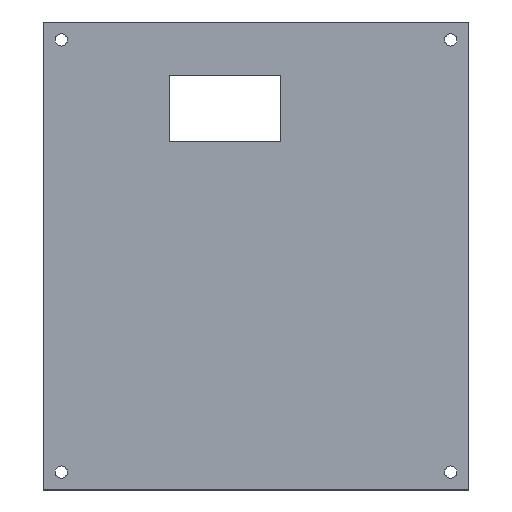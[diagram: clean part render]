
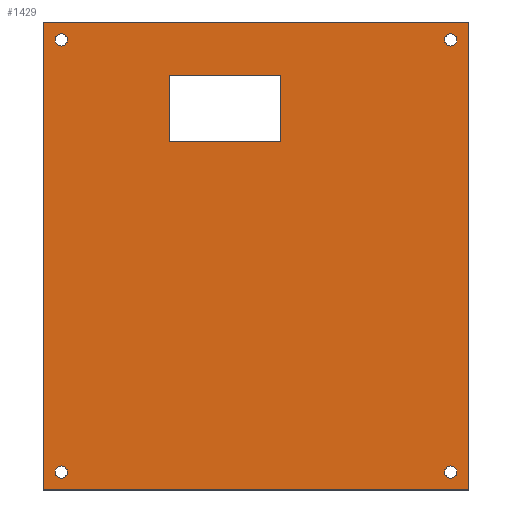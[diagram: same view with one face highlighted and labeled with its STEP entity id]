
A CAD part, top view. The second image highlights one B-rep face of the part: STEP entity #1429.
In plain terms, the highlighted planar face has unit normal (0, 0, 1).
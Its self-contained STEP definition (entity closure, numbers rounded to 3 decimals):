
#67=CIRCLE('',#1534,1.7);
#68=CIRCLE('',#1536,1.7);
#69=CIRCLE('',#1538,1.7);
#70=CIRCLE('',#1540,1.7);
#134=FACE_BOUND('',#245,.T.);
#135=FACE_BOUND('',#246,.T.);
#136=FACE_BOUND('',#247,.T.);
#137=FACE_BOUND('',#248,.T.);
#138=FACE_BOUND('',#249,.T.);
#152=FACE_OUTER_BOUND('',#244,.T.);
#244=EDGE_LOOP('',(#1010,#1011,#1012,#1013));
#245=EDGE_LOOP('',(#1014));
#246=EDGE_LOOP('',(#1015));
#247=EDGE_LOOP('',(#1016));
#248=EDGE_LOOP('',(#1017));
#249=EDGE_LOOP('',(#1018,#1019,#1020,#1021));
#331=LINE('',#2154,#472);
#333=LINE('',#2158,#474);
#335=LINE('',#2162,#476);
#337=LINE('',#2165,#478);
#343=LINE('',#2186,#484);
#345=LINE('',#2190,#486);
#347=LINE('',#2194,#488);
#349=LINE('',#2197,#490);
#472=VECTOR('',#1700,10.);
#474=VECTOR('',#1704,10.);
#476=VECTOR('',#1708,10.);
#478=VECTOR('',#1712,10.);
#484=VECTOR('',#1736,10.);
#486=VECTOR('',#1740,10.);
#488=VECTOR('',#1744,10.);
#490=VECTOR('',#1748,10.);
#617=VERTEX_POINT('',#2151);
#618=VERTEX_POINT('',#2153);
#619=VERTEX_POINT('',#2157);
#620=VERTEX_POINT('',#2161);
#621=VERTEX_POINT('',#2167);
#622=VERTEX_POINT('',#2171);
#623=VERTEX_POINT('',#2175);
#624=VERTEX_POINT('',#2179);
#625=VERTEX_POINT('',#2183);
#626=VERTEX_POINT('',#2185);
#627=VERTEX_POINT('',#2189);
#628=VERTEX_POINT('',#2193);
#756=EDGE_CURVE('',#618,#617,#331,.T.);
#758=EDGE_CURVE('',#619,#618,#333,.T.);
#760=EDGE_CURVE('',#620,#619,#335,.T.);
#762=EDGE_CURVE('',#617,#620,#337,.T.);
#763=EDGE_CURVE('',#621,#621,#67,.T.);
#765=EDGE_CURVE('',#622,#622,#68,.T.);
#767=EDGE_CURVE('',#623,#623,#69,.T.);
#769=EDGE_CURVE('',#624,#624,#70,.T.);
#772=EDGE_CURVE('',#626,#625,#343,.T.);
#774=EDGE_CURVE('',#627,#626,#345,.T.);
#776=EDGE_CURVE('',#628,#627,#347,.T.);
#778=EDGE_CURVE('',#625,#628,#349,.T.);
#1010=ORIENTED_EDGE('',*,*,#778,.T.);
#1011=ORIENTED_EDGE('',*,*,#776,.T.);
#1012=ORIENTED_EDGE('',*,*,#774,.T.);
#1013=ORIENTED_EDGE('',*,*,#772,.T.);
#1014=ORIENTED_EDGE('',*,*,#769,.T.);
#1015=ORIENTED_EDGE('',*,*,#767,.T.);
#1016=ORIENTED_EDGE('',*,*,#765,.T.);
#1017=ORIENTED_EDGE('',*,*,#763,.T.);
#1018=ORIENTED_EDGE('',*,*,#762,.T.);
#1019=ORIENTED_EDGE('',*,*,#760,.T.);
#1020=ORIENTED_EDGE('',*,*,#758,.T.);
#1021=ORIENTED_EDGE('',*,*,#756,.T.);
#1372=PLANE('',#1545);
#1429=ADVANCED_FACE('',(#152,#134,#135,#136,#137,#138),#1372,.T.);
#1534=AXIS2_PLACEMENT_3D('',#2168,#1715,#1716);
#1536=AXIS2_PLACEMENT_3D('',#2172,#1720,#1721);
#1538=AXIS2_PLACEMENT_3D('',#2176,#1725,#1726);
#1540=AXIS2_PLACEMENT_3D('',#2180,#1730,#1731);
#1545=AXIS2_PLACEMENT_3D('',#2198,#1749,#1750);
#1700=DIRECTION('',(0.,-1.,0.));
#1704=DIRECTION('',(1.,0.,0.));
#1708=DIRECTION('',(0.,1.,0.));
#1712=DIRECTION('',(-1.,0.,0.));
#1715=DIRECTION('center_axis',(0.,0.,-1.));
#1716=DIRECTION('ref_axis',(1.,0.,0.));
#1720=DIRECTION('center_axis',(0.,0.,-1.));
#1721=DIRECTION('ref_axis',(1.,0.,0.));
#1725=DIRECTION('center_axis',(0.,0.,-1.));
#1726=DIRECTION('ref_axis',(1.,0.,0.));
#1730=DIRECTION('center_axis',(0.,0.,-1.));
#1731=DIRECTION('ref_axis',(1.,0.,0.));
#1736=DIRECTION('',(0.,-1.,0.));
#1740=DIRECTION('',(-1.,0.,0.));
#1744=DIRECTION('',(0.,1.,0.));
#1748=DIRECTION('',(1.,0.,0.));
#1749=DIRECTION('center_axis',(0.,0.,1.));
#1750=DIRECTION('ref_axis',(1.,0.,0.));
#2151=CARTESIAN_POINT('',(43.098,28.825,1.5));
#2153=CARTESIAN_POINT('',(43.098,47.325,1.5));
#2154=CARTESIAN_POINT('',(43.098,47.325,1.5));
#2157=CARTESIAN_POINT('',(12.098,47.325,1.5));
#2158=CARTESIAN_POINT('',(12.098,47.325,1.5));
#2161=CARTESIAN_POINT('',(12.098,28.825,1.5));
#2162=CARTESIAN_POINT('',(12.098,28.825,1.5));
#2165=CARTESIAN_POINT('',(43.098,28.825,1.5));
#2167=CARTESIAN_POINT('',(88.787,57.15,1.5));
#2168=CARTESIAN_POINT('Origin',(90.487,57.15,1.5));
#2171=CARTESIAN_POINT('',(-19.844,57.15,1.5));
#2172=CARTESIAN_POINT('Origin',(-18.144,57.15,1.5));
#2175=CARTESIAN_POINT('',(-19.844,-63.388,1.5));
#2176=CARTESIAN_POINT('Origin',(-18.144,-63.388,1.5));
#2179=CARTESIAN_POINT('',(88.787,-63.388,1.5));
#2180=CARTESIAN_POINT('Origin',(90.487,-63.388,1.5));
#2183=CARTESIAN_POINT('',(-23.144,-68.388,1.5));
#2185=CARTESIAN_POINT('',(-23.144,62.15,1.5));
#2186=CARTESIAN_POINT('',(-23.144,-68.388,1.5));
#2189=CARTESIAN_POINT('',(95.487,62.15,1.5));
#2190=CARTESIAN_POINT('',(-23.144,62.15,1.5));
#2193=CARTESIAN_POINT('',(95.487,-68.388,1.5));
#2194=CARTESIAN_POINT('',(95.487,62.15,1.5));
#2197=CARTESIAN_POINT('',(95.487,-68.388,1.5));
#2198=CARTESIAN_POINT('Origin',(36.172,-3.119,1.5));
